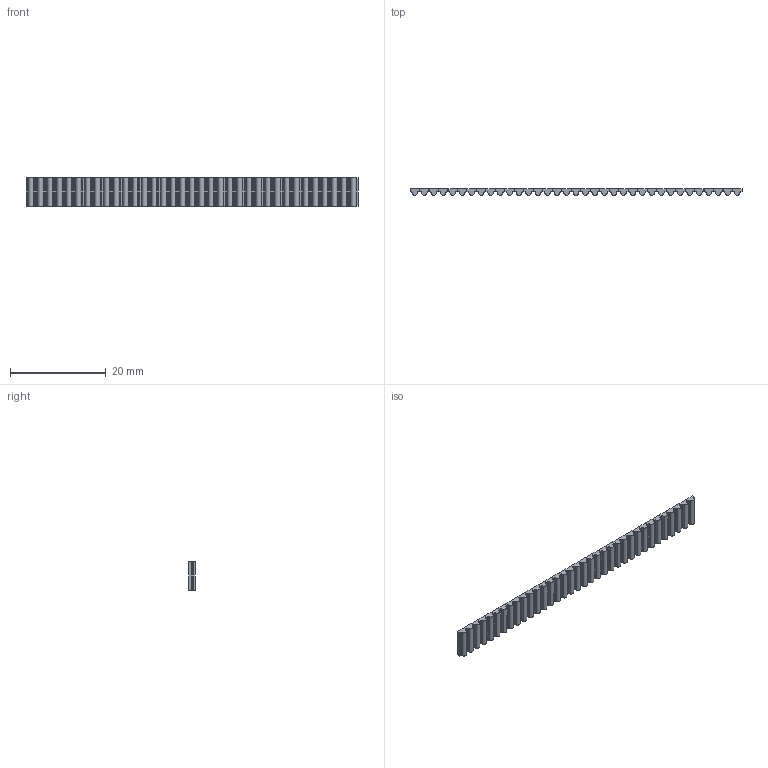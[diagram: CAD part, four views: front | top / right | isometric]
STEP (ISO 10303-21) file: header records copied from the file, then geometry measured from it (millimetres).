
FILE_DESCRIPTION(('FreeCAD Model'),'2;1');
FILE_NAME('Beltpiece.step', '2016-03-19T01:07:20',('Author'),(''), 'Open CASCADE STEP processor 6.8','FreeCAD','Unknown');
FILE_SCHEMA(('AUTOMOTIVE_DESIGN_CC2 { 1 2 10303 214 -1 1 5 4 }'));
Length unit declared in the file: millimetre
Products named in the file (2): ASSEMBLY; PathArray001
Assembly tree (1 placements, depth 2):
  ASSEMBLY
    PathArray001
Bounding box: 69.33 x 1.38 x 6 mm (x, y, z)
Volume: 417.4 mm3; surface area: 1419.5 mm2
Topology: 35 solids, 35 shells, 420 faces, 1050 edges, 700 vertices
Faces by surface type: plane 245, cylinder 175
Entity records: 27581 total; most frequent: CARTESIAN_POINT 6372, DIRECTION 3994, LINE 2450, VECTOR 2450, ORIENTED_EDGE 2100, PCURVE 2100, DEFINITIONAL_REPRESENTATION 2100, EDGE_CURVE 1050
